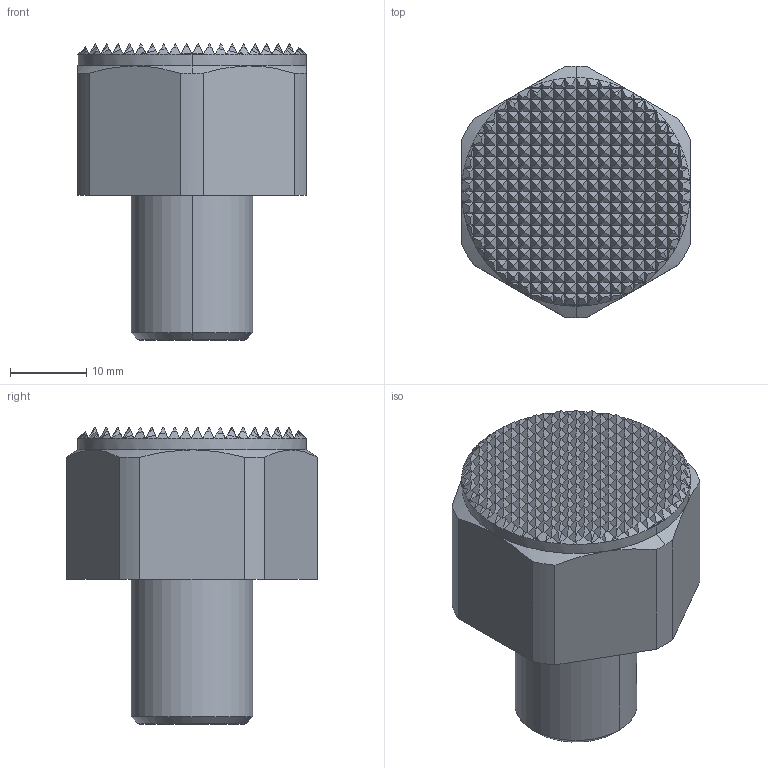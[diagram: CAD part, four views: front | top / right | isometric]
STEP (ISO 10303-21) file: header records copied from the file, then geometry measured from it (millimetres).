
FILE_DESCRIPTION(('STEP AP214'),'1');
FILE_NAME('HALDERN_EH_22690_0243.stp','2017-07-04T09:14:07',('TraceParts'),('TraceParts S.A.'),'Spatial InterOp 3D',' ',' ');
FILE_SCHEMA(('automotive_design'));
Length unit declared in the file: millimetre
Products named in the file (1): HALDERN_EH_22690_0243
Bounding box: 30 x 33 x 38.89 mm (x, y, z)
Volume: 18279.6 mm3; surface area: 5086.6 mm2
Topology: 1 solids, 1 shells, 1452 faces, 2626 edges, 1177 vertices
Faces by surface type: plane 1334, cone 108, cylinder 10
Entity records: 43807 total; most frequent: CARTESIAN_POINT 5880, DIRECTION 5337, ORIENTED_EDGE 5252, EDGE_CURVE 2626, LINE 2197, VECTOR 2197, AXIS2_PLACEMENT_3D 1570, STYLED_ITEM 1453
